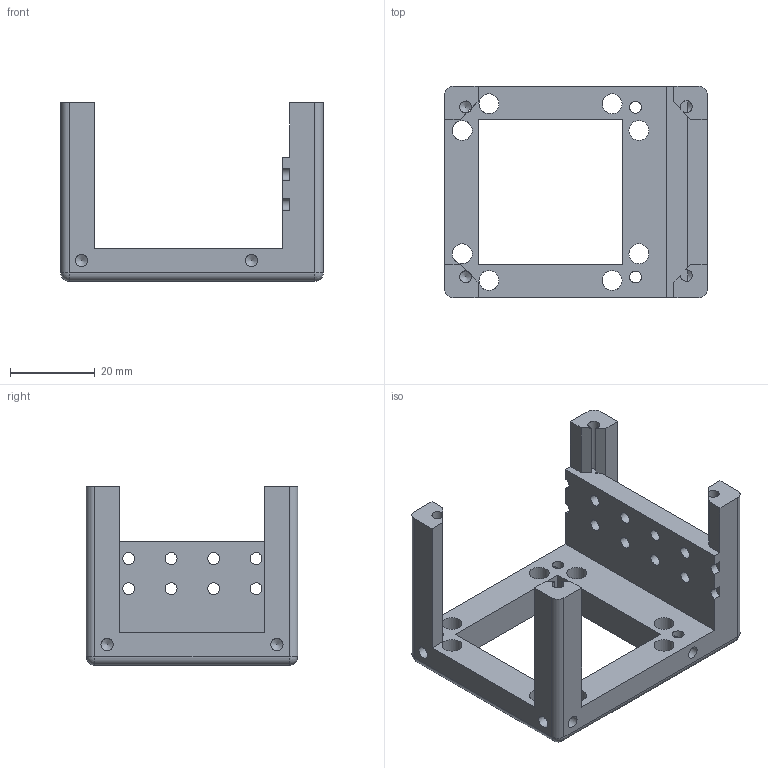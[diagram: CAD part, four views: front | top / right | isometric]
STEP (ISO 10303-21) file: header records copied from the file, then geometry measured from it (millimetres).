
FILE_DESCRIPTION(/* description */ (''),/* implementation_level */ '2;1');
FILE_NAME(/* name */ '20_Cube_Insert_Beamsplittercube_motorized_cube_base.ipt.step',/* time_stamp */ '2022-11-29T07:57:25+01:00',/* author */ ('diederichbenedict'),/* organization */ (''),/* preprocessor_version */ 'ST-DEVELOPER v18.1',/* originating_system */ 'Autodesk Inventor 2022',/* authorisation */ '');
FILE_SCHEMA (('AUTOMOTIVE_DESIGN { 1 0 10303 214 3 1 1 }'));
Length unit declared in the file: millimetre
Products named in the file (1): 20_Cube_Insert_Beamsplittercube_motorized_cube_base
Bounding box: 61.8 x 49.8 x 42.1 mm (x, y, z)
Volume: 23951.5 mm3; surface area: 13652.1 mm2
Topology: 1 solids, 1 shells, 112 faces, 358 edges, 232 vertices
Faces by surface type: cylinder 54, plane 42, cone 12, sphere 4
Full cylindrical faces by diameter (mm): 2.8 x16, 2.9 x10, 4.7 x8, 5.5 x4
Entity records: 4548 total; most frequent: CARTESIAN_POINT 1228, ORIENTED_EDGE 696, DIRECTION 654, EDGE_CURVE 348, AXIS2_PLACEMENT_3D 233, VERTEX_POINT 232, LINE 188, VECTOR 188
